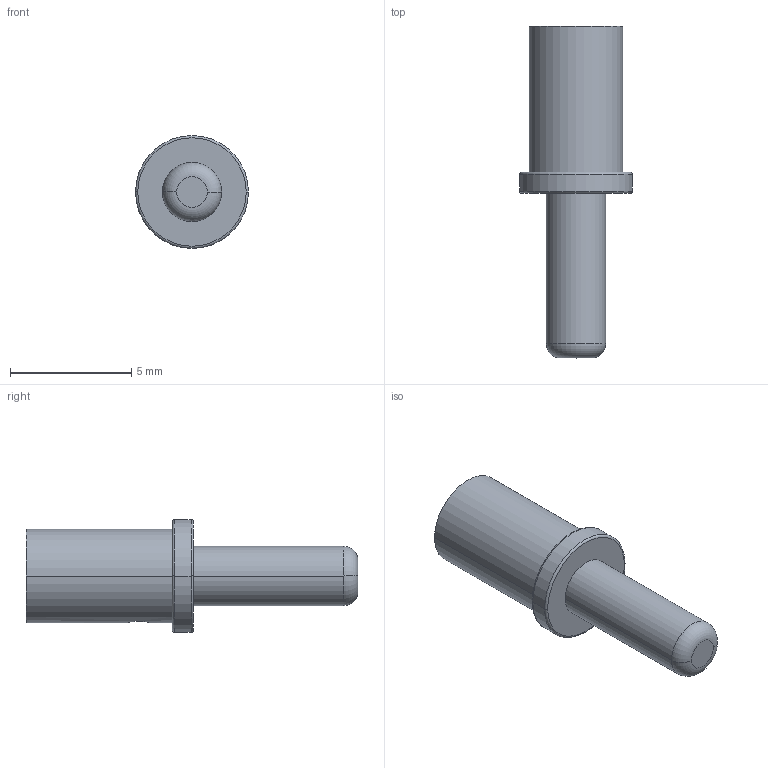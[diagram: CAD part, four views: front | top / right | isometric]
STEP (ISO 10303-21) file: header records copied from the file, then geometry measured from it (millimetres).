
FILE_DESCRIPTION((''),'2;1');
FILE_NAME('00171440002','2019-09-06T',('presta_be4'),(''),'PRO/ENGINEER BY PARAMETRIC TECHNOLOGY CORPORATION, 2014310','PRO/ENGINEER BY PARAMETRIC TECHNOLOGY CORPORATION, 2014310','');
FILE_SCHEMA(('CONFIG_CONTROL_DESIGN'));
Length unit declared in the file: millimetre
Products named in the file (1): 00171440002
Bounding box: 4.65 x 13.67 x 4.65 mm (x, y, z)
Volume: 84.6 mm3; surface area: 215.4 mm2
Topology: 1 solids, 1 shells, 24 faces, 50 edges, 29 vertices
Faces by surface type: cylinder 10, torus 6, plane 4, cone 4
Entity records: 872 total; most frequent: CARTESIAN_POINT 309, DIRECTION 122, ORIENTED_EDGE 96, AXIS2_PLACEMENT_3D 54, EDGE_CURVE 48, CIRCLE 30, VERTEX_POINT 29, EDGE_LOOP 29
